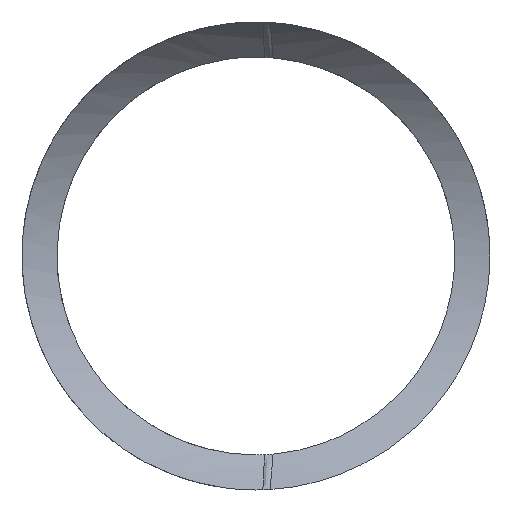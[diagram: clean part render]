
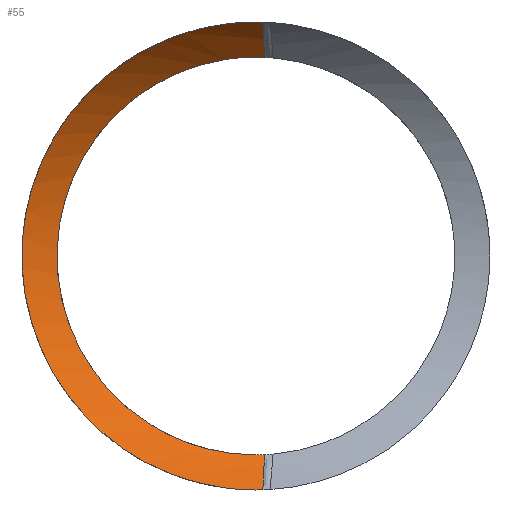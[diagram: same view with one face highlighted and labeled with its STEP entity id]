
A CAD part, front view. The second image highlights one B-rep face of the part: STEP entity #55.
In plain terms, the highlighted cylindrical face has radius 12.5 mm (diameter 25 mm), a partial arc.
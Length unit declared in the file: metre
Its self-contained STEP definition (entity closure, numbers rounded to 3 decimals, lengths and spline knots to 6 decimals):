
#55=ADVANCED_FACE('0:175',(#109),#110,.F.);
#109=FACE_OUTER_BOUND('',#195,.T.);
#110=CYLINDRICAL_SURFACE('',#196,0.0125);
#195=EDGE_LOOP('',(#280,#281,#282,#283,#284,#285,#286,#287));
#196=AXIS2_PLACEMENT_3D('',#288,#289,#290);
#280=ORIENTED_EDGE('',*,*,#387,.F.);
#281=ORIENTED_EDGE('',*,*,#354,.T.);
#282=ORIENTED_EDGE('',*,*,#388,.T.);
#283=ORIENTED_EDGE('',*,*,#389,.T.);
#284=ORIENTED_EDGE('',*,*,#390,.F.);
#285=ORIENTED_EDGE('',*,*,#363,.T.);
#286=ORIENTED_EDGE('',*,*,#391,.T.);
#287=ORIENTED_EDGE('',*,*,#392,.F.);
#288=CARTESIAN_POINT('',(199.206887,-0.152716,-0.003597));
#289=DIRECTION('',(1.0,0.0,0.));
#290=DIRECTION('',(0.,0.,1.0));
#354=EDGE_CURVE('0:256',#413,#410,#414,.T.);
#363=EDGE_CURVE('0:268',#422,#428,#430,.T.);
#387=EDGE_CURVE('0:253',#413,#462,#463,.T.);
#388=EDGE_CURVE('0:259',#410,#464,#465,.T.);
#389=EDGE_CURVE('0:262',#464,#466,#467,.F.);
#390=EDGE_CURVE('0:265',#422,#466,#468,.T.);
#391=EDGE_CURVE('0:271',#428,#469,#470,.T.);
#392=EDGE_CURVE('0:274',#462,#469,#471,.T.);
#410=VERTEX_POINT('',#495);
#413=VERTEX_POINT('',#499);
#414=B_SPLINE_CURVE_WITH_KNOTS('',3,(#500,#501,#502,#503,#504,#505,#506,#507,#508,#509,#510,#511,#512,#513,#514,#515,#516,#517,#518),.UNSPECIFIED.,.F.,.F.,(4,2,2,2,2,2,2,2,1,4),(0.0,3.633322,9.688859,14.533289,19.377719,24.222149,29.066578,33.911008,36.333223,38.755438),.UNSPECIFIED.);
#422=VERTEX_POINT('',#548);
#428=VERTEX_POINT('',#580);
#430=B_SPLINE_CURVE_WITH_KNOTS('',3,(#583,#584,#585,#586,#587,#588,#589,#590,#591,#592,#593,#594,#595,#596,#597,#598,#599,#600,#601,#602,#603,#604,#605,#606),.UNSPECIFIED.,.F.,.F.,(4,2,2,2,2,1,2,1,2,2,2,2,4),(0.0,2.914359,5.828718,11.657436,17.486154,20.400512,23.314871,26.22923,29.143589,34.972307,40.801025,43.715384,46.629743),.UNSPECIFIED.);
#462=VERTEX_POINT('',#712);
#463=CIRCLE('',#713,0.006241);
#464=VERTEX_POINT('',#714);
#465=CIRCLE('',#715,0.006241);
#466=VERTEX_POINT('',#716);
#467=B_SPLINE_CURVE_WITH_KNOTS('',3,(#717,#718,#719,#720),.UNSPECIFIED.,.F.,.F.,(4,4),(11.394018,14.573726),.UNSPECIFIED.);
#468=CIRCLE('',#721,0.006008);
#469=VERTEX_POINT('',#722);
#470=CIRCLE('',#723,0.006008);
#471=CIRCLE('',#724,0.012515);
#495=CARTESIAN_POINT('',(-0.341,-0.143551,0.004903));
#499=CARTESIAN_POINT('',(-0.341,-0.143551,-0.012097));
#500=CARTESIAN_POINT('',(-0.341,-0.143551,-0.012097));
#501=CARTESIAN_POINT('',(-0.341879,-0.143551,-0.012097));
#502=CARTESIAN_POINT('',(-0.342752,-0.143418,-0.011958));
#503=CARTESIAN_POINT('',(-0.344912,-0.142836,-0.011275));
#504=CARTESIAN_POINT('',(-0.346088,-0.142264,-0.010539));
#505=CARTESIAN_POINT('',(-0.347802,-0.14132,-0.008808));
#506=CARTESIAN_POINT('',(-0.348423,-0.140927,-0.007885));
#507=CARTESIAN_POINT('',(-0.349276,-0.140372,-0.005831));
#508=CARTESIAN_POINT('',(-0.3495,-0.140216,-0.004703));
#509=CARTESIAN_POINT('',(-0.3495,-0.140216,-0.002492));
#510=CARTESIAN_POINT('',(-0.349276,-0.140372,-0.001364));
#511=CARTESIAN_POINT('',(-0.348423,-0.140927,0.00069));
#512=CARTESIAN_POINT('',(-0.347802,-0.14132,0.001613));
#513=CARTESIAN_POINT('',(-0.346279,-0.142159,0.003152));
#514=CARTESIAN_POINT('',(-0.345375,-0.142606,0.003775));
#515=CARTESIAN_POINT('',(-0.34384,-0.143134,0.004434));
#516=CARTESIAN_POINT('',(-0.342755,-0.143435,0.00478));
#517=CARTESIAN_POINT('',(-0.341586,-0.143551,0.004903));
#518=CARTESIAN_POINT('',(-0.341,-0.143551,0.004903));
#548=CARTESIAN_POINT('',(-0.341,-0.145216,0.006403));
#580=CARTESIAN_POINT('',(-0.341,-0.145216,-0.013597));
#583=CARTESIAN_POINT('',(-0.341,-0.145216,0.006403));
#584=CARTESIAN_POINT('',(-0.341705,-0.145216,0.006403));
#585=CARTESIAN_POINT('',(-0.342407,-0.145113,0.006327));
#586=CARTESIAN_POINT('',(-0.343738,-0.144758,0.006045));
#587=CARTESIAN_POINT('',(-0.344369,-0.144511,0.00584));
#588=CARTESIAN_POINT('',(-0.346142,-0.143683,0.005075));
#589=CARTESIAN_POINT('',(-0.347178,-0.143021,0.004366));
#590=CARTESIAN_POINT('',(-0.348953,-0.141804,0.002593));
#591=CARTESIAN_POINT('',(-0.349692,-0.14124,0.00152));
#592=CARTESIAN_POINT('',(-0.350465,-0.140642,-0.000303));
#593=CARTESIAN_POINT('',(-0.350865,-0.140325,-0.001586));
#594=CARTESIAN_POINT('',(-0.351,-0.140216,-0.002932));
#595=CARTESIAN_POINT('',(-0.351,-0.140216,-0.004263));
#596=CARTESIAN_POINT('',(-0.350865,-0.140325,-0.005609));
#597=CARTESIAN_POINT('',(-0.350465,-0.140642,-0.006892));
#598=CARTESIAN_POINT('',(-0.349692,-0.14124,-0.008714));
#599=CARTESIAN_POINT('',(-0.348953,-0.141804,-0.009788));
#600=CARTESIAN_POINT('',(-0.347178,-0.143021,-0.01156));
#601=CARTESIAN_POINT('',(-0.346142,-0.143683,-0.01227));
#602=CARTESIAN_POINT('',(-0.344369,-0.144511,-0.013035));
#603=CARTESIAN_POINT('',(-0.343738,-0.144758,-0.013239));
#604=CARTESIAN_POINT('',(-0.342407,-0.145113,-0.013521));
#605=CARTESIAN_POINT('',(-0.341705,-0.145216,-0.013597));
#606=CARTESIAN_POINT('',(-0.341,-0.145216,-0.013597));
#712=CARTESIAN_POINT('',(-0.340634,-0.143544,-0.012089));
#713=AXIS2_PLACEMENT_3D('',#837,#838,#839);
#714=CARTESIAN_POINT('',(-0.340634,-0.143544,0.004895));
#715=AXIS2_PLACEMENT_3D('',#840,#841,#842);
#716=CARTESIAN_POINT('',(-0.3407,-0.14521,0.006398));
#717=CARTESIAN_POINT('',(-0.3407,-0.14521,0.006398));
#718=CARTESIAN_POINT('',(-0.340676,-0.144611,0.005948));
#719=CARTESIAN_POINT('',(-0.340654,-0.144053,0.005445));
#720=CARTESIAN_POINT('',(-0.340634,-0.143544,0.004895));
#721=AXIS2_PLACEMENT_3D('',#843,#844,#845);
#722=CARTESIAN_POINT('',(-0.3407,-0.14521,-0.013593));
#723=AXIS2_PLACEMENT_3D('',#846,#847,#848);
#724=AXIS2_PLACEMENT_3D('',#849,#850,#851);
#837=CARTESIAN_POINT('',(-0.341,-0.139311,-0.007518));
#838=DIRECTION('',(0.,-0.734,0.679));
#839=DIRECTION('',(0.,-0.679,-0.734));
#840=CARTESIAN_POINT('',(-0.341,-0.139311,0.000323));
#841=DIRECTION('',(0.,0.734,0.679));
#842=DIRECTION('',(0.,-0.679,0.734));
#843=CARTESIAN_POINT('',(-0.341,-0.140412,0.002795));
#844=DIRECTION('',(0.,0.6,0.8));
#845=DIRECTION('',(0.,-0.8,0.6));
#846=CARTESIAN_POINT('',(-0.341,-0.140412,-0.00999));
#847=DIRECTION('',(0.,-0.6,0.8));
#848=DIRECTION('',(0.,-0.8,-0.6));
#849=CARTESIAN_POINT('',(-0.341,-0.152716,-0.003583));
#850=DIRECTION('',(-0.999,0.04,0.));
#851=DIRECTION('',(0.029,0.733,-0.68));
